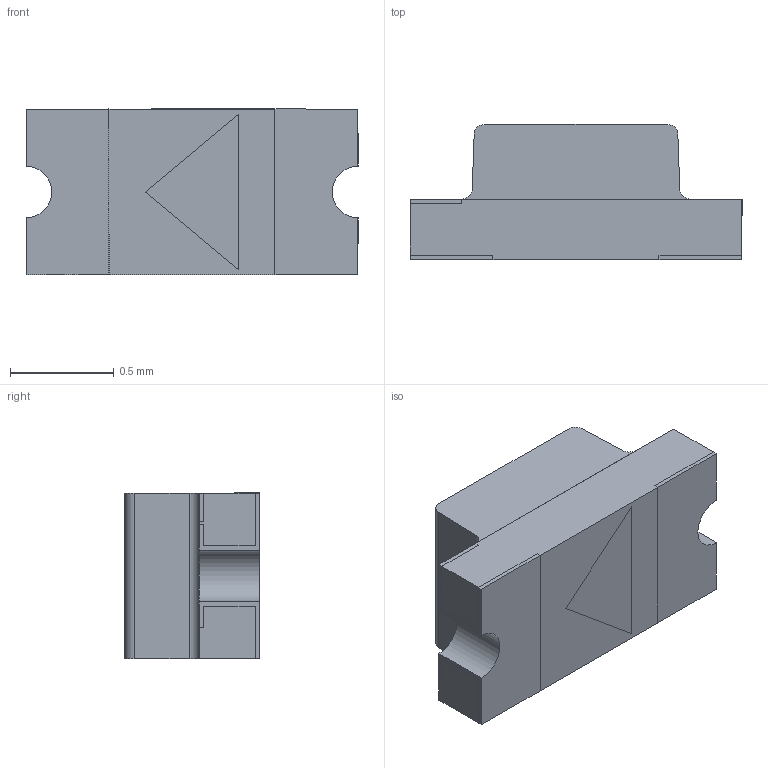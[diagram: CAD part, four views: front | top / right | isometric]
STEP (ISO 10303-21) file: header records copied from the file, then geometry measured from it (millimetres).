
FILE_DESCRIPTION (( 'STEP AP214' ), '1' );
FILE_NAME ('KT-0603R.STEP', '2023-11-15T16:47:07', ( '' ), ( '' ), 'SwSTEP 2.0', 'SolidWorks 2021', '' );
FILE_SCHEMA (( 'AUTOMOTIVE_DESIGN' ));
Length unit declared in the file: millimetre
Products named in the file (1): KT-0603R
Bounding box: 1.6 x 0.65 x 0.8 mm (x, y, z)
Volume: 0.6 mm3; surface area: 9.4 mm2
Topology: 6 solids, 6 shells, 72 faces, 177 edges, 118 vertices
Faces by surface type: plane 56, cylinder 16
Entity records: 2192 total; most frequent: CARTESIAN_POINT 368, DIRECTION 355, ORIENTED_EDGE 354, EDGE_CURVE 177, LINE 145, VECTOR 145, VERTEX_POINT 118, AXIS2_PLACEMENT_3D 105
